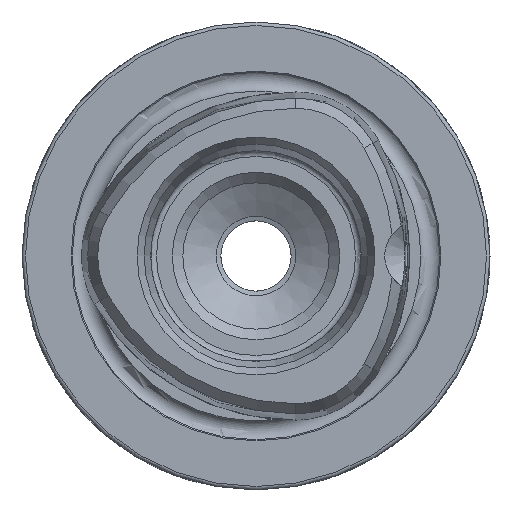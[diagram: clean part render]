
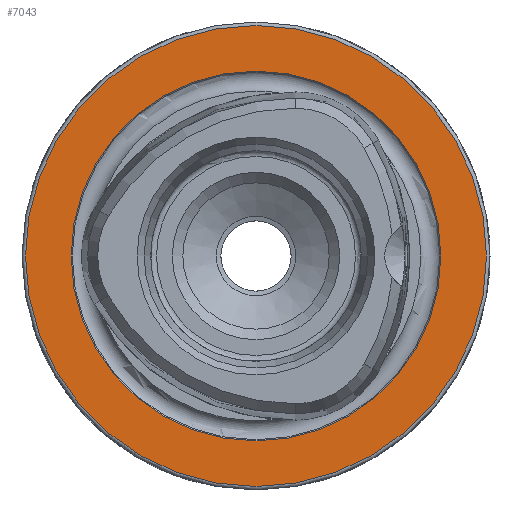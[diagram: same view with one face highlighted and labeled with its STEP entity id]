
A CAD part, left-side view. The second image highlights one B-rep face of the part: STEP entity #7043.
In plain terms, the highlighted planar face has unit normal (-1, 0, 0).
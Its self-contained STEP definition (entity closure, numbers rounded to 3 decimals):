
#459 = CARTESIAN_POINT ( 'NONE',  ( 0., 0., 0. ) ) ;
#860 = CARTESIAN_POINT ( 'NONE',  ( 0., 0., 15.8 ) ) ;
#862 = DIRECTION ( 'NONE',  ( 0., 0., 1. ) ) ;
#963 = CIRCLE ( 'NONE', #1532, 15.8 ) ;
#1195 = AXIS2_PLACEMENT_3D ( 'NONE', #1685, #9890, #4148 ) ;
#1532 = AXIS2_PLACEMENT_3D ( 'NONE', #5704, #3314, #862 ) ;
#1685 = CARTESIAN_POINT ( 'NONE',  ( 0., 15.8, 0. ) ) ;
#1841 = VERTEX_POINT ( 'NONE', #2997 ) ;
#2471 = EDGE_LOOP ( 'NONE', ( #8233 ) ) ;
#2563 = FACE_OUTER_BOUND ( 'NONE', #4798, .T. ) ;
#2950 = DIRECTION ( 'NONE',  ( -1., 0., 0. ) ) ;
#2997 = CARTESIAN_POINT ( 'NONE',  ( 0., 0., 19.7 ) ) ;
#3224 = ORIENTED_EDGE ( 'NONE', *, *, #7502, .T. ) ;
#3314 = DIRECTION ( 'NONE',  ( -1., 0., 0. ) ) ;
#4148 = DIRECTION ( 'NONE',  ( 0., 0., -1. ) ) ;
#4457 = VERTEX_POINT ( 'NONE', #860 ) ;
#4798 = EDGE_LOOP ( 'NONE', ( #3224 ) ) ;
#5195 = AXIS2_PLACEMENT_3D ( 'NONE', #459, #2950, #5358 ) ;
#5358 = DIRECTION ( 'NONE',  ( 0., 0., 1. ) ) ;
#5642 = CIRCLE ( 'NONE', #5195, 19.7 ) ;
#5704 = CARTESIAN_POINT ( 'NONE',  ( 0., 0., 0. ) ) ;
#5784 = EDGE_CURVE ( 'NONE', #4457, #4457, #963, .T. ) ;
#7043 = ADVANCED_FACE ( 'NONE', ( #7856, #2563 ), #8244, .F. ) ;
#7502 = EDGE_CURVE ( 'NONE', #1841, #1841, #5642, .T. ) ;
#7856 = FACE_BOUND ( 'NONE', #2471, .T. ) ;
#8233 = ORIENTED_EDGE ( 'NONE', *, *, #5784, .F. ) ;
#8244 = PLANE ( 'NONE',  #1195 ) ;
#9890 = DIRECTION ( 'NONE',  ( 1., 0., 0. ) ) ;
